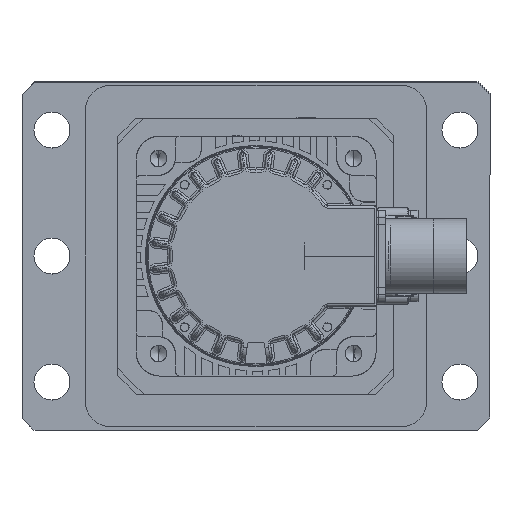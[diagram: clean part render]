
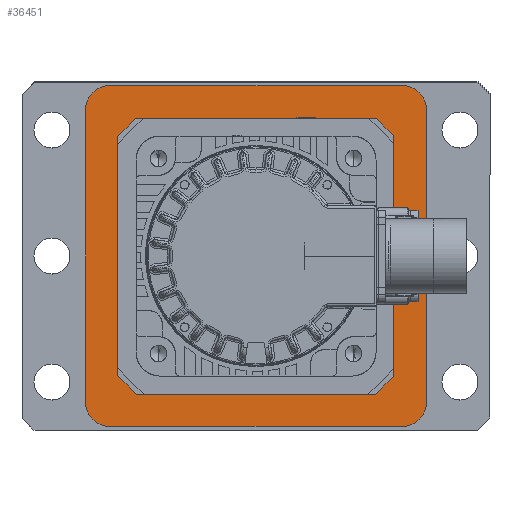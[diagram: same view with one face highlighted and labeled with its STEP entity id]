
A CAD part, front view. The second image highlights one B-rep face of the part: STEP entity #36451.
In plain terms, the highlighted face is planar.
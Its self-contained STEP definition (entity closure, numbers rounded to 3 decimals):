
#1299 = CARTESIAN_POINT ( 'NONE',  ( -61., -71., 576. ) ) ;
#1587 = DIRECTION ( 'NONE',  ( 1., 0., 0. ) ) ;
#1816 = EDGE_CURVE ( 'NONE', #56661, #47077, #80311, .T. ) ;
#3030 = DIRECTION ( 'NONE',  ( 1., 0., 0. ) ) ;
#3870 = EDGE_LOOP ( 'NONE', ( #81718, #11734, #56673, #35952, #8894, #66312, #37685, #33179 ) ) ;
#4904 = DIRECTION ( 'NONE',  ( 0., 1., 0. ) ) ;
#6138 = DIRECTION ( 'NONE',  ( 0., 0., 1. ) ) ;
#7393 = DIRECTION ( 'NONE',  ( 1., 0., 0. ) ) ;
#7814 = VECTOR ( 'NONE', #4904, 1000. ) ;
#8434 = CARTESIAN_POINT ( 'NONE',  ( -71., 61., 576. ) ) ;
#8894 = ORIENTED_EDGE ( 'NONE', *, *, #59525, .T. ) ;
#10651 = CARTESIAN_POINT ( 'NONE',  ( 0., 0., 576. ) ) ;
#10816 = DIRECTION ( 'NONE',  ( 0., -1., 0. ) ) ;
#11674 = CARTESIAN_POINT ( 'NONE',  ( -71., 71., 576. ) ) ;
#11734 = ORIENTED_EDGE ( 'NONE', *, *, #53686, .T. ) ;
#11776 = LINE ( 'NONE', #18162, #47508 ) ;
#12093 = EDGE_CURVE ( 'NONE', #48355, #81062, #81469, .T. ) ;
#12167 = CARTESIAN_POINT ( 'NONE',  ( 71., 71., 576. ) ) ;
#13321 = CARTESIAN_POINT ( 'NONE',  ( 71., -61., 576. ) ) ;
#13402 = CIRCLE ( 'NONE', #14728, 10. ) ;
#13808 = CARTESIAN_POINT ( 'NONE',  ( 61., 61., 576. ) ) ;
#14728 = AXIS2_PLACEMENT_3D ( 'NONE', #46689, #59868, #1587 ) ;
#15620 = DIRECTION ( 'NONE',  ( 1., 0., 0. ) ) ;
#17025 = DIRECTION ( 'NONE',  ( 0., 0., 1. ) ) ;
#17274 = AXIS2_PLACEMENT_3D ( 'NONE', #25111, #76999, #64227 ) ;
#18162 = CARTESIAN_POINT ( 'NONE',  ( -71., 71., 576. ) ) ;
#18304 = VERTEX_POINT ( 'NONE', #65905 ) ;
#20385 = CARTESIAN_POINT ( 'NONE',  ( 61., -71., 576. ) ) ;
#21218 = CARTESIAN_POINT ( 'NONE',  ( -71., -61., 576. ) ) ;
#22018 = CARTESIAN_POINT ( 'NONE',  ( -71., -71., 576. ) ) ;
#23031 = AXIS2_PLACEMENT_3D ( 'NONE', #48869, #82045, #23346 ) ;
#23346 = DIRECTION ( 'NONE',  ( 1., 0., 0. ) ) ;
#25111 = CARTESIAN_POINT ( 'NONE',  ( 0., 0., 576. ) ) ;
#25804 = CIRCLE ( 'NONE', #23031, 10. ) ;
#27926 = CARTESIAN_POINT ( 'NONE',  ( 61., -61., 576. ) ) ;
#28474 = AXIS2_PLACEMENT_3D ( 'NONE', #10651, #17025, #3030 ) ;
#29011 = AXIS2_PLACEMENT_3D ( 'NONE', #13808, #6138, #7393 ) ;
#29498 = AXIS2_PLACEMENT_3D ( 'NONE', #44121, #70078, #43691 ) ;
#29723 = VERTEX_POINT ( 'NONE', #80821 ) ;
#31474 = FACE_OUTER_BOUND ( 'NONE', #3870, .T. ) ;
#33179 = ORIENTED_EDGE ( 'NONE', *, *, #54905, .T. ) ;
#35952 = ORIENTED_EDGE ( 'NONE', *, *, #52221, .T. ) ;
#36451 = ADVANCED_FACE ( 'NONE', ( #31474, #51906 ), #83402, .T. ) ;
#37238 = CIRCLE ( 'NONE', #29011, 10. ) ;
#37685 = ORIENTED_EDGE ( 'NONE', *, *, #56861, .T. ) ;
#43382 = AXIS2_PLACEMENT_3D ( 'NONE', #27926, #61080, #72608 ) ;
#43691 = DIRECTION ( 'NONE',  ( 1., 0., 0. ) ) ;
#44121 = CARTESIAN_POINT ( 'NONE',  ( 0., 0., 576. ) ) ;
#45585 = CARTESIAN_POINT ( 'NONE',  ( 8.461, 0., 576. ) ) ;
#45647 = VERTEX_POINT ( 'NONE', #45585 ) ;
#46238 = EDGE_CURVE ( 'NONE', #45647, #46616, #59448, .T. ) ;
#46616 = VERTEX_POINT ( 'NONE', #49549 ) ;
#46689 = CARTESIAN_POINT ( 'NONE',  ( -61., 61., 576. ) ) ;
#47077 = VERTEX_POINT ( 'NONE', #20385 ) ;
#47508 = VECTOR ( 'NONE', #82391, 1000. ) ;
#47530 = CIRCLE ( 'NONE', #28474, 8.461 ) ;
#48355 = VERTEX_POINT ( 'NONE', #8434 ) ;
#48869 = CARTESIAN_POINT ( 'NONE',  ( -61., -61., 576. ) ) ;
#49549 = CARTESIAN_POINT ( 'NONE',  ( -8.461, 0., 576. ) ) ;
#51906 = FACE_BOUND ( 'NONE', #52064, .T. ) ;
#52064 = EDGE_LOOP ( 'NONE', ( #62557, #53340 ) ) ;
#52221 = EDGE_CURVE ( 'NONE', #47077, #83222, #54264, .T. ) ;
#53340 = ORIENTED_EDGE ( 'NONE', *, *, #46238, .F. ) ;
#53686 = EDGE_CURVE ( 'NONE', #81062, #56661, #25804, .T. ) ;
#54264 = CIRCLE ( 'NONE', #43382, 10. ) ;
#54905 = EDGE_CURVE ( 'NONE', #29723, #48355, #13402, .T. ) ;
#56661 = VERTEX_POINT ( 'NONE', #1299 ) ;
#56673 = ORIENTED_EDGE ( 'NONE', *, *, #1816, .T. ) ;
#56861 = EDGE_CURVE ( 'NONE', #76800, #29723, #11776, .T. ) ;
#57872 = EDGE_CURVE ( 'NONE', #46616, #45647, #47530, .T. ) ;
#58214 = VECTOR ( 'NONE', #10816, 1000. ) ;
#59448 = CIRCLE ( 'NONE', #29498, 8.461 ) ;
#59525 = EDGE_CURVE ( 'NONE', #83222, #18304, #64036, .T. ) ;
#59868 = DIRECTION ( 'NONE',  ( 0., 0., 1. ) ) ;
#61080 = DIRECTION ( 'NONE',  ( 0., 0., 1. ) ) ;
#62557 = ORIENTED_EDGE ( 'NONE', *, *, #57872, .F. ) ;
#64036 = LINE ( 'NONE', #12167, #7814 ) ;
#64227 = DIRECTION ( 'NONE',  ( 1., 0., 0. ) ) ;
#65905 = CARTESIAN_POINT ( 'NONE',  ( 71., 61., 576. ) ) ;
#66289 = CARTESIAN_POINT ( 'NONE',  ( 61., 71., 576. ) ) ;
#66312 = ORIENTED_EDGE ( 'NONE', *, *, #78248, .T. ) ;
#70078 = DIRECTION ( 'NONE',  ( 0., 0., 1. ) ) ;
#72608 = DIRECTION ( 'NONE',  ( 1., 0., 0. ) ) ;
#76800 = VERTEX_POINT ( 'NONE', #66289 ) ;
#76999 = DIRECTION ( 'NONE',  ( 0., 0., 1. ) ) ;
#78248 = EDGE_CURVE ( 'NONE', #18304, #76800, #37238, .T. ) ;
#80311 = LINE ( 'NONE', #22018, #83158 ) ;
#80821 = CARTESIAN_POINT ( 'NONE',  ( -61., 71., 576. ) ) ;
#81062 = VERTEX_POINT ( 'NONE', #21218 ) ;
#81469 = LINE ( 'NONE', #11674, #58214 ) ;
#81718 = ORIENTED_EDGE ( 'NONE', *, *, #12093, .T. ) ;
#82045 = DIRECTION ( 'NONE',  ( 0., 0., 1. ) ) ;
#82391 = DIRECTION ( 'NONE',  ( -1., 0., 0. ) ) ;
#83158 = VECTOR ( 'NONE', #15620, 1000. ) ;
#83222 = VERTEX_POINT ( 'NONE', #13321 ) ;
#83402 = PLANE ( 'NONE',  #17274 ) ;
